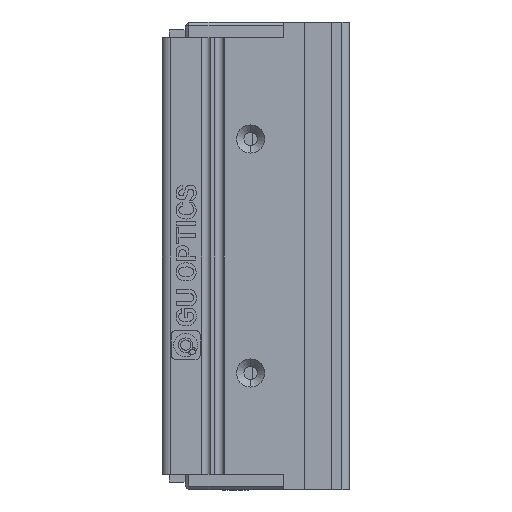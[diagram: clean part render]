
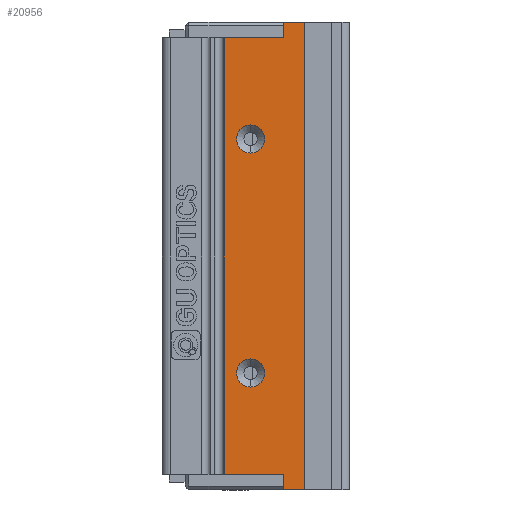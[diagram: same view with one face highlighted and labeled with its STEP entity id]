
A CAD part, left-side view. The second image highlights one B-rep face of the part: STEP entity #20956.
In plain terms, the highlighted planar face has unit normal (-1, 0, 0).
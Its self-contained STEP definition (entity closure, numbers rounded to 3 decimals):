
#307 = DIRECTION ( 'NONE',  ( 1., 0., 0. ) ) ;
#414 = ORIENTED_EDGE ( 'NONE', *, *, #7530, .T. ) ;
#502 = CIRCLE ( 'NONE', #22079, 1.8 ) ;
#583 = ORIENTED_EDGE ( 'NONE', *, *, #3128, .T. ) ;
#925 = VERTEX_POINT ( 'NONE', #2844 ) ;
#1352 = EDGE_CURVE ( 'NONE', #3606, #16827, #18756, .T. ) ;
#1588 = VECTOR ( 'NONE', #15485, 1000. ) ;
#1961 = FACE_BOUND ( 'NONE', #8582, .T. ) ;
#2010 = CARTESIAN_POINT ( 'NONE',  ( 19.925, 12.884, -85. ) ) ;
#2502 = CARTESIAN_POINT ( 'NONE',  ( 19.925, 19.784, -100. ) ) ;
#2503 = VECTOR ( 'NONE', #10545, 1000. ) ;
#2844 = CARTESIAN_POINT ( 'NONE',  ( 19.925, 19.784, -128.2 ) ) ;
#2908 = CARTESIAN_POINT ( 'NONE',  ( 19.925, 7.084, -85. ) ) ;
#3128 = EDGE_CURVE ( 'NONE', #8541, #16170, #11475, .T. ) ;
#3465 = ORIENTED_EDGE ( 'NONE', *, *, #5380, .T. ) ;
#3471 = EDGE_CURVE ( 'NONE', #18202, #13255, #24935, .T. ) ;
#3606 = VERTEX_POINT ( 'NONE', #15553 ) ;
#3782 = ORIENTED_EDGE ( 'NONE', *, *, #22249, .T. ) ;
#4178 = LINE ( 'NONE', #6048, #2503 ) ;
#4341 = DIRECTION ( 'NONE',  ( 0., 0., 1. ) ) ;
#4356 = DIRECTION ( 'NONE',  ( -1., 0., 0. ) ) ;
#4536 = DIRECTION ( 'NONE',  ( 1., 0., 0. ) ) ;
#5227 = LINE ( 'NONE', #2010, #28004 ) ;
#5380 = EDGE_CURVE ( 'NONE', #24857, #925, #12987, .T. ) ;
#5542 = VECTOR ( 'NONE', #26616, 1000. ) ;
#5617 = EDGE_CURVE ( 'NONE', #16827, #18202, #14705, .T. ) ;
#5751 = CARTESIAN_POINT ( 'NONE',  ( 19.925, 19.784, -130. ) ) ;
#5949 = CARTESIAN_POINT ( 'NONE',  ( 19.925, 15.584, -85. ) ) ;
#6048 = CARTESIAN_POINT ( 'NONE',  ( 19.925, 7.084, -143. ) ) ;
#6274 = CARTESIAN_POINT ( 'NONE',  ( 19.925, 19.784, -131.8 ) ) ;
#6603 = CIRCLE ( 'NONE', #24572, 1.8 ) ;
#6787 = CARTESIAN_POINT ( 'NONE',  ( 19.925, 19.784, -98.2 ) ) ;
#7262 = DIRECTION ( 'NONE',  ( 0., 1., 0. ) ) ;
#7530 = EDGE_CURVE ( 'NONE', #925, #24857, #502, .T. ) ;
#7694 = EDGE_CURVE ( 'NONE', #10112, #11693, #4178, .T. ) ;
#7948 = LINE ( 'NONE', #8963, #5542 ) ;
#8264 = EDGE_LOOP ( 'NONE', ( #23443, #21218, #27269, #24737, #25689, #19771, #583, #3782 ) ) ;
#8306 = ORIENTED_EDGE ( 'NONE', *, *, #10432, .T. ) ;
#8433 = VECTOR ( 'NONE', #9328, 1000. ) ;
#8541 = VERTEX_POINT ( 'NONE', #12114 ) ;
#8582 = EDGE_LOOP ( 'NONE', ( #8932, #8306 ) ) ;
#8872 = DIRECTION ( 'NONE',  ( 0., 0., 1. ) ) ;
#8932 = ORIENTED_EDGE ( 'NONE', *, *, #21719, .T. ) ;
#8963 = CARTESIAN_POINT ( 'NONE',  ( 19.925, 15.584, -85. ) ) ;
#9063 = DIRECTION ( 'NONE',  ( 0., 0., 1. ) ) ;
#9328 = DIRECTION ( 'NONE',  ( 0., 1., 0. ) ) ;
#9995 = CARTESIAN_POINT ( 'NONE',  ( 19.925, 23.184, -143. ) ) ;
#10112 = VERTEX_POINT ( 'NONE', #9995 ) ;
#10432 = EDGE_CURVE ( 'NONE', #28367, #23397, #6603, .T. ) ;
#10539 = EDGE_CURVE ( 'NONE', #11693, #8541, #7948, .T. ) ;
#10545 = DIRECTION ( 'NONE',  ( 0., -1., 0. ) ) ;
#10889 = LINE ( 'NONE', #18061, #11912 ) ;
#11335 = EDGE_LOOP ( 'NONE', ( #414, #3465 ) ) ;
#11475 = LINE ( 'NONE', #15382, #1588 ) ;
#11693 = VERTEX_POINT ( 'NONE', #13644 ) ;
#11912 = VECTOR ( 'NONE', #26872, 1000. ) ;
#12114 = CARTESIAN_POINT ( 'NONE',  ( 19.925, 15.584, -145. ) ) ;
#12987 = CIRCLE ( 'NONE', #17946, 1.8 ) ;
#13167 = VECTOR ( 'NONE', #7262, 1000. ) ;
#13255 = VERTEX_POINT ( 'NONE', #16157 ) ;
#13644 = CARTESIAN_POINT ( 'NONE',  ( 19.925, 15.584, -143. ) ) ;
#14074 = CARTESIAN_POINT ( 'NONE',  ( 19.925, 31.084, -87. ) ) ;
#14705 = LINE ( 'NONE', #5949, #18844 ) ;
#15382 = CARTESIAN_POINT ( 'NONE',  ( 19.925, 7.084, -145. ) ) ;
#15485 = DIRECTION ( 'NONE',  ( 0., -1., 0. ) ) ;
#15553 = CARTESIAN_POINT ( 'NONE',  ( 19.925, 12.884, -85. ) ) ;
#16157 = CARTESIAN_POINT ( 'NONE',  ( 19.925, 23.184, -87. ) ) ;
#16170 = VERTEX_POINT ( 'NONE', #18336 ) ;
#16827 = VERTEX_POINT ( 'NONE', #23303 ) ;
#17619 = CARTESIAN_POINT ( 'NONE',  ( 19.925, 19.784, -130. ) ) ;
#17937 = CARTESIAN_POINT ( 'NONE',  ( 19.925, 15.584, -87. ) ) ;
#17946 = AXIS2_PLACEMENT_3D ( 'NONE', #17619, #4536, #4341 ) ;
#18061 = CARTESIAN_POINT ( 'NONE',  ( 19.925, 23.184, -85. ) ) ;
#18202 = VERTEX_POINT ( 'NONE', #17937 ) ;
#18336 = CARTESIAN_POINT ( 'NONE',  ( 19.925, 12.884, -145. ) ) ;
#18746 = DIRECTION ( 'NONE',  ( 0., 0., 1. ) ) ;
#18756 = LINE ( 'NONE', #2908, #8433 ) ;
#18844 = VECTOR ( 'NONE', #21346, 1000. ) ;
#19461 = FACE_OUTER_BOUND ( 'NONE', #8264, .T. ) ;
#19771 = ORIENTED_EDGE ( 'NONE', *, *, #10539, .T. ) ;
#20739 = CIRCLE ( 'NONE', #23124, 1.8 ) ;
#20796 = EDGE_CURVE ( 'NONE', #13255, #10112, #10889, .T. ) ;
#20956 = ADVANCED_FACE ( 'NONE', ( #19461, #1961, #26760 ), #28015, .T. ) ;
#21152 = DIRECTION ( 'NONE',  ( 1., 0., 0. ) ) ;
#21218 = ORIENTED_EDGE ( 'NONE', *, *, #5617, .T. ) ;
#21346 = DIRECTION ( 'NONE',  ( 0., 0., -1. ) ) ;
#21504 = DIRECTION ( 'NONE',  ( 0., 0., 1. ) ) ;
#21719 = EDGE_CURVE ( 'NONE', #23397, #28367, #20739, .T. ) ;
#22079 = AXIS2_PLACEMENT_3D ( 'NONE', #5751, #21152, #18746 ) ;
#22212 = DIRECTION ( 'NONE',  ( 0., 0., 1. ) ) ;
#22249 = EDGE_CURVE ( 'NONE', #16170, #3606, #5227, .T. ) ;
#23124 = AXIS2_PLACEMENT_3D ( 'NONE', #2502, #24329, #22212 ) ;
#23303 = CARTESIAN_POINT ( 'NONE',  ( 19.925, 15.584, -85. ) ) ;
#23397 = VERTEX_POINT ( 'NONE', #6787 ) ;
#23443 = ORIENTED_EDGE ( 'NONE', *, *, #1352, .T. ) ;
#23651 = CARTESIAN_POINT ( 'NONE',  ( 19.925, 7.084, -85. ) ) ;
#24329 = DIRECTION ( 'NONE',  ( 1., 0., 0. ) ) ;
#24572 = AXIS2_PLACEMENT_3D ( 'NONE', #26713, #307, #8872 ) ;
#24737 = ORIENTED_EDGE ( 'NONE', *, *, #20796, .T. ) ;
#24857 = VERTEX_POINT ( 'NONE', #6274 ) ;
#24935 = LINE ( 'NONE', #14074, #13167 ) ;
#25689 = ORIENTED_EDGE ( 'NONE', *, *, #7694, .T. ) ;
#26616 = DIRECTION ( 'NONE',  ( 0., 0., -1. ) ) ;
#26713 = CARTESIAN_POINT ( 'NONE',  ( 19.925, 19.784, -100. ) ) ;
#26760 = FACE_BOUND ( 'NONE', #11335, .T. ) ;
#26872 = DIRECTION ( 'NONE',  ( 0., 0., -1. ) ) ;
#27269 = ORIENTED_EDGE ( 'NONE', *, *, #3471, .T. ) ;
#27929 = AXIS2_PLACEMENT_3D ( 'NONE', #23651, #4356, #9063 ) ;
#28004 = VECTOR ( 'NONE', #21504, 1000. ) ;
#28015 = PLANE ( 'NONE',  #27929 ) ;
#28046 = CARTESIAN_POINT ( 'NONE',  ( 19.925, 19.784, -101.8 ) ) ;
#28367 = VERTEX_POINT ( 'NONE', #28046 ) ;
